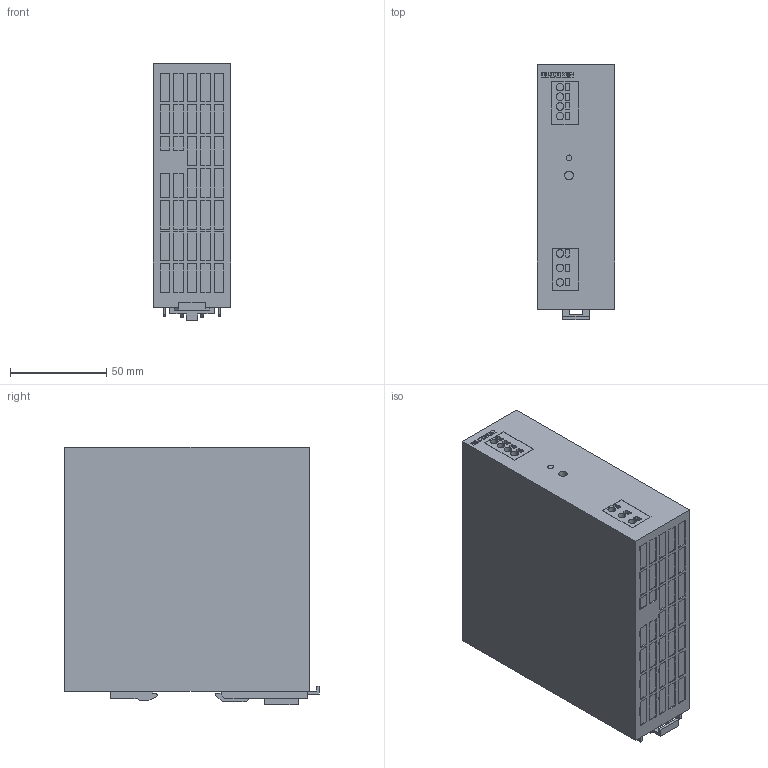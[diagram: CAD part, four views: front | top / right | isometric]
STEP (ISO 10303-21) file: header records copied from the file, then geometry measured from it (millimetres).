
FILE_DESCRIPTION (( 'STEP AP214' ), '1' );
FILE_NAME ('1032389.STEP', '2025-05-06T11:22:39', ( '' ), ( '' ), 'SwSTEP 2.0', 'SolidWorks 2022', '' );
FILE_SCHEMA (( 'AUTOMOTIVE_DESIGN' ));
Length unit declared in the file: millimetre
Products named in the file (1): 1032389
Bounding box: 40 x 132.2 x 133.5 mm (x, y, z)
Volume: 643642.8 mm3; surface area: 56598.8 mm2
Topology: 1 solids, 1 shells, 725 faces, 1854 edges, 1234 vertices
Faces by surface type: plane 671, cylinder 40, bspline 14
Entity records: 21824 total; most frequent: CARTESIAN_POINT 4158, ORIENTED_EDGE 3708, DIRECTION 3330, EDGE_CURVE 1854, LINE 1746, VECTOR 1746, VERTEX_POINT 1234, EDGE_LOOP 830
